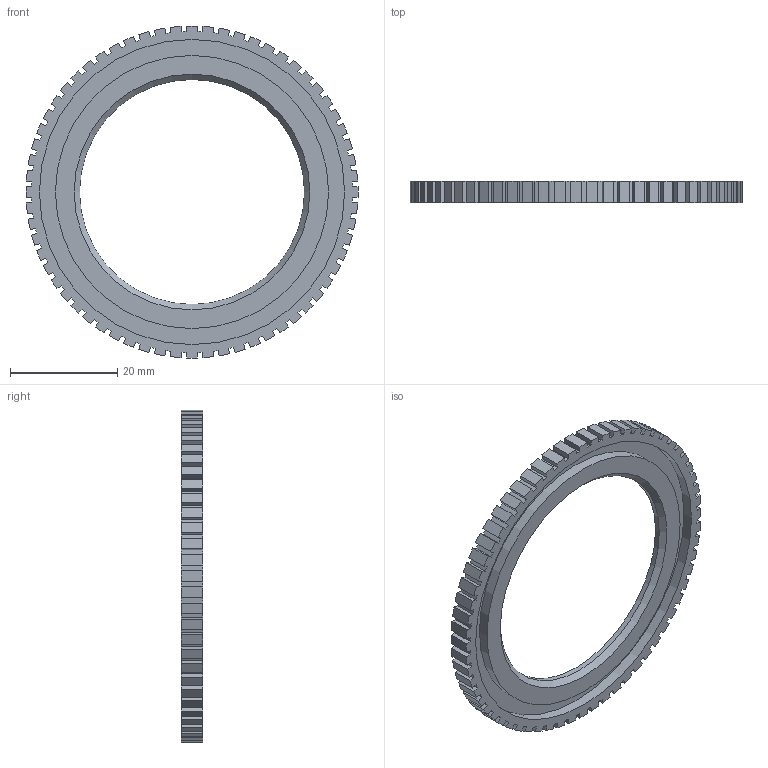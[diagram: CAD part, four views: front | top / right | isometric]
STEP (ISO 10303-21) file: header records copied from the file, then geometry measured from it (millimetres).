
FILE_DESCRIPTION(('HOOPS Exchange Step'),'2;1');
FILE_NAME('temp_export','2024-01-13T20:06:33+09:00',('mobile'),('Shapr3D Limited'),'HOOPS Exchange 2023.2','Shapr3D','Authorized');
FILE_SCHEMA( ('AUTOMOTIVE_DESIGN { 1 0 10303 214 1 1 1 1 }') );
Length unit declared in the file: millimetre
Products named in the file (1): Filter-dial
Bounding box: 62 x 4 x 62 mm (x, y, z)
Volume: 4215 mm3; surface area: 5455.5 mm2
Topology: 1 solids, 1 shells, 267 faces, 791 edges, 529 vertices
Faces by surface type: plane 197, cylinder 68, cone 2
Full cylindrical faces by diameter (mm): 42 x1, 50 x1, 51 x1, 57 x1
Entity records: 8918 total; most frequent: CARTESIAN_POINT 1588, ORIENTED_EDGE 1582, DIRECTION 1472, EDGE_CURVE 791, VECTOR 646, LINE 646, VERTEX_POINT 529, AXIS2_PLACEMENT_3D 413
